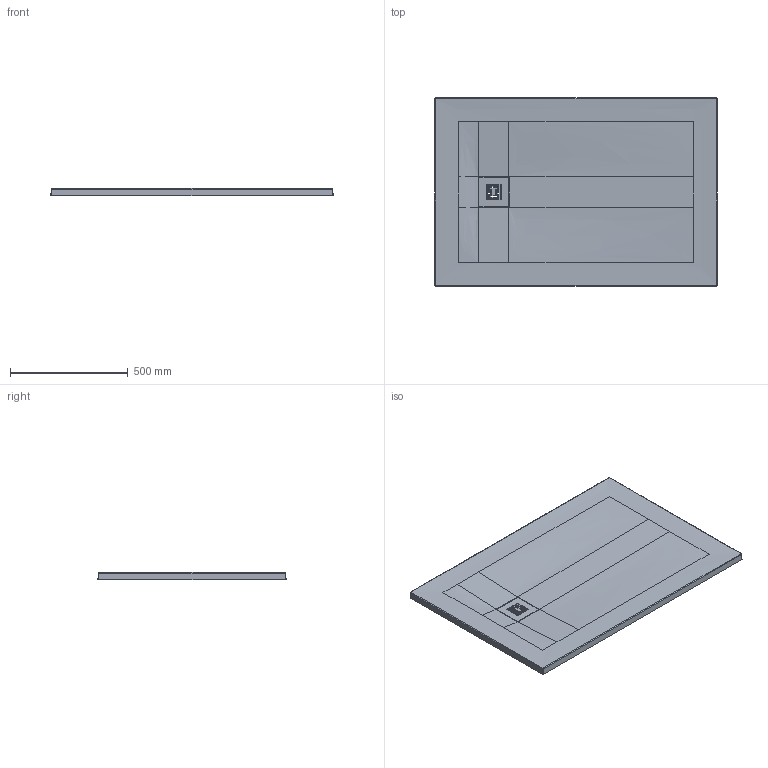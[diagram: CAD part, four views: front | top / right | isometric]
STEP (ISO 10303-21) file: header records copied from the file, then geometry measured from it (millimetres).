
FILE_DESCRIPTION(/* description */ (''),/* implementation_level */ '2;1');
FILE_NAME(/* name */ '720276',/* time_stamp */ '2022-02-10T08:00:38+01:00',/* author */ (''),/* organization */ (''),/* preprocessor_version */ 'ST-DEVELOPER v15',/* originating_system */ '',/* authorisation */ '');
FILE_SCHEMA (('AUTOMOTIVE_DESIGN'));
Length unit declared in the file: millimetre
Products named in the file (1): Document
Bounding box: 1200 x 800 x 29.99 mm (x, y, z)
Volume: 21067.4 mm3; surface area: 1085636.3 mm2
Topology: 1 solids, 2 shells, 131 faces, 352 edges, 224 vertices
Faces by surface type: bspline 81, plane 50
Entity records: 11517 total; most frequent: CARTESIAN_POINT 9255, ORIENTED_EDGE 672, EDGE_CURVE 352, B_SPLINE_CURVE_WITH_KNOTS 331, VERTEX_POINT 224, EDGE_LOOP 152, ADVANCED_FACE 131, FACE_OUTER_BOUND 131
